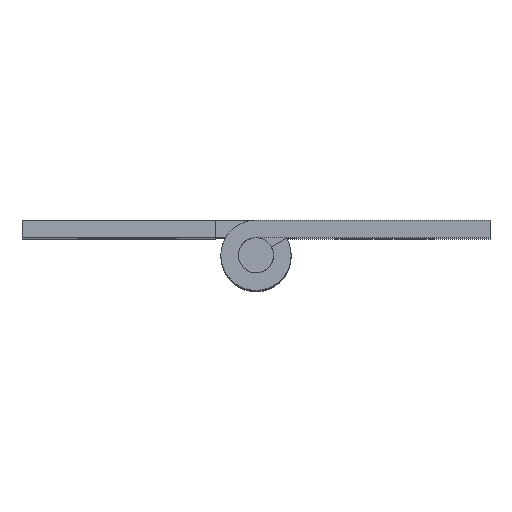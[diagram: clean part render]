
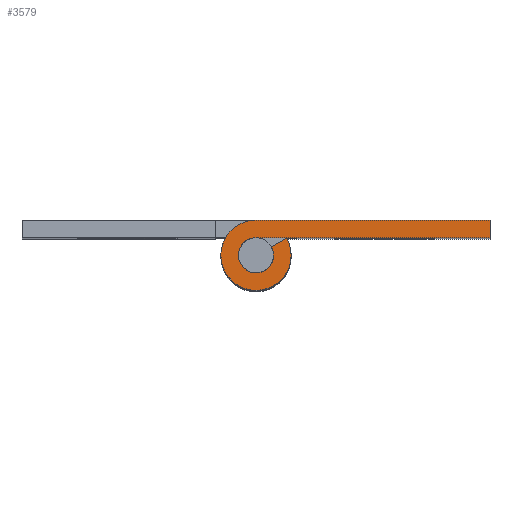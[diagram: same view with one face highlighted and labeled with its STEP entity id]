
A CAD part, top view. The second image highlights one B-rep face of the part: STEP entity #3579.
In plain terms, the highlighted free-form (B-spline) face has degree [1, 1] with [2, 2] control points.
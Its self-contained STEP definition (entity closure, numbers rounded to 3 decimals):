
#3502=CARTESIAN_POINT('',(-4.149,-3.299,75.0));
#3503=CARTESIAN_POINT('',(21.149,-3.299,75.0));
#3504=CARTESIAN_POINT('',(-4.149,3.3,75.0));
#3505=CARTESIAN_POINT('',(21.149,3.3,75.0));
#3506=B_SPLINE_SURFACE_WITH_KNOTS('',1,1,((#3502,#3504),(#3503,#3505)),.UNSPECIFIED.,.F.,.F.,.U.,(2,2),(2,2),(0.0,25.298),(0.0,6.599),.UNSPECIFIED.);
#3507=CARTESIAN_POINT('',(1.313,0.725,75.0));
#3508=VERTEX_POINT('',#3507);
#3509=CARTESIAN_POINT('',(0.0,1.5,75.0));
#3510=VERTEX_POINT('',#3509);
#3511=CARTESIAN_POINT('',(1.313,0.725,75.0));
#3512=CARTESIAN_POINT('',(1.867,-0.278,75.0));
#3513=CARTESIAN_POINT('',(1.045,-1.076,75.0));
#3514=CARTESIAN_POINT('',(0.224,-1.874,75.0));
#3515=CARTESIAN_POINT('',(-0.762,-1.292,75.0));
#3516=CARTESIAN_POINT('',(-1.749,-0.71,75.0));
#3517=CARTESIAN_POINT('',(-1.447,0.395,75.0));
#3518=CARTESIAN_POINT('',(-1.145,1.5,75.0));
#3519=CARTESIAN_POINT('',(0.0,1.5,75.0));
#3527=(BOUNDED_CURVE()B_SPLINE_CURVE(2,(#3511,#3512,#3513,#3514,#3515,#3516,#3517,#3518,#3519),.UNSPECIFIED.,.F.,.U.)B_SPLINE_CURVE_WITH_KNOTS((3,2,2,2,3),(0.0,0.25,0.5,0.75,1.0),.UNSPECIFIED.)CURVE()GEOMETRIC_REPRESENTATION_ITEM()RATIONAL_B_SPLINE_CURVE((1.0,0.795,1.0,0.795,1.0,0.795,1.0,0.795,1.0))REPRESENTATION_ITEM(''));
#3528=EDGE_CURVE('',#3508,#3510,#3527,.T.);
#3529=ORIENTED_EDGE('',*,*,#3528,.T.);
#3530=CARTESIAN_POINT('',(20.0,1.5,75.0));
#3531=VERTEX_POINT('',#3530);
#3532=CARTESIAN_POINT('',(0.0,1.5,75.0));
#3533=CARTESIAN_POINT('',(20.0,1.5,75.0));
#3534=QUASI_UNIFORM_CURVE('',1,(#3532,#3533),.UNSPECIFIED.,.F.,.U.);
#3535=EDGE_CURVE('',#3510,#3531,#3534,.T.);
#3536=ORIENTED_EDGE('',*,*,#3535,.T.);
#3537=CARTESIAN_POINT('',(20.0,3.0,75.0));
#3538=VERTEX_POINT('',#3537);
#3539=CARTESIAN_POINT('',(20.0,1.5,75.0));
#3540=CARTESIAN_POINT('',(20.0,3.0,75.0));
#3541=QUASI_UNIFORM_CURVE('',1,(#3539,#3540),.UNSPECIFIED.,.F.,.U.);
#3542=EDGE_CURVE('',#3531,#3538,#3541,.T.);
#3543=ORIENTED_EDGE('',*,*,#3542,.T.);
#3544=CARTESIAN_POINT('',(0.0,3.0,75.0));
#3545=VERTEX_POINT('',#3544);
#3546=CARTESIAN_POINT('',(20.0,3.0,75.0));
#3547=CARTESIAN_POINT('',(0.0,3.0,75.0));
#3548=QUASI_UNIFORM_CURVE('',1,(#3546,#3547),.UNSPECIFIED.,.F.,.U.);
#3549=EDGE_CURVE('',#3538,#3545,#3548,.T.);
#3550=ORIENTED_EDGE('',*,*,#3549,.T.);
#3551=CARTESIAN_POINT('',(2.626,1.45,75.0));
#3552=VERTEX_POINT('',#3551);
#3553=CARTESIAN_POINT('',(2.626,1.45,75.0));
#3554=CARTESIAN_POINT('',(3.733,-0.555,75.0));
#3555=CARTESIAN_POINT('',(2.091,-2.152,75.0));
#3556=CARTESIAN_POINT('',(0.448,-3.748,75.0));
#3557=CARTESIAN_POINT('',(-1.525,-2.584,75.0));
#3558=CARTESIAN_POINT('',(-3.497,-1.419,75.0));
#3559=CARTESIAN_POINT('',(-2.894,0.79,75.0));
#3560=CARTESIAN_POINT('',(-2.291,3.,75.0));
#3561=CARTESIAN_POINT('',(0.0,3.0,75.0));
#3569=(BOUNDED_CURVE()B_SPLINE_CURVE(2,(#3553,#3554,#3555,#3556,#3557,#3558,#3559,#3560,#3561),.UNSPECIFIED.,.F.,.U.)B_SPLINE_CURVE_WITH_KNOTS((3,2,2,2,3),(0.0,0.25,0.5,0.75,1.0),.UNSPECIFIED.)CURVE()GEOMETRIC_REPRESENTATION_ITEM()RATIONAL_B_SPLINE_CURVE((1.0,0.795,1.0,0.795,1.0,0.795,1.0,0.795,1.0))REPRESENTATION_ITEM(''));
#3570=EDGE_CURVE('',#3552,#3545,#3569,.T.);
#3571=ORIENTED_EDGE('',*,*,#3570,.F.);
#3572=CARTESIAN_POINT('',(2.626,1.45,75.0));
#3573=CARTESIAN_POINT('',(1.313,0.725,75.0));
#3574=QUASI_UNIFORM_CURVE('',1,(#3572,#3573),.UNSPECIFIED.,.F.,.U.);
#3575=EDGE_CURVE('',#3552,#3508,#3574,.T.);
#3576=ORIENTED_EDGE('',*,*,#3575,.T.);
#3577=EDGE_LOOP('',(#3529,#3536,#3543,#3550,#3571,#3576));
#3578=FACE_OUTER_BOUND('',#3577,.T.);
#3579=ADVANCED_FACE('',(#3578),#3506,.T.);
